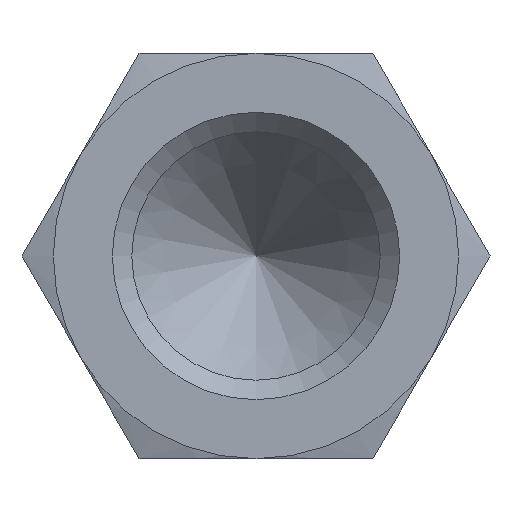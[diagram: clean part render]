
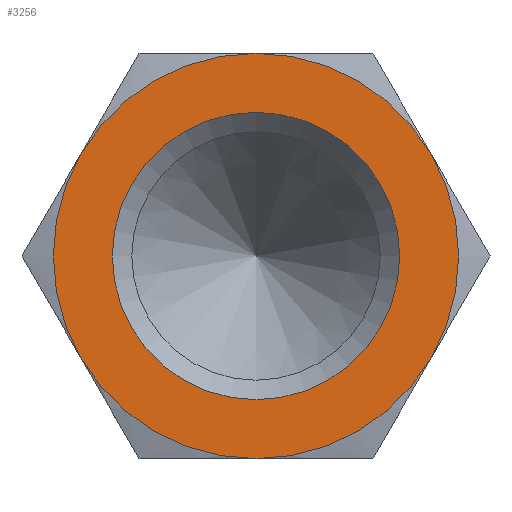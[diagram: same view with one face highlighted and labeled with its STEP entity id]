
A CAD part, left-side view. The second image highlights one B-rep face of the part: STEP entity #3256.
In plain terms, the highlighted planar face has unit normal (-1, 0, 0).
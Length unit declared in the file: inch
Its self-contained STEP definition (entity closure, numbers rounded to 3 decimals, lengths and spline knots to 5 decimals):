
#2904=CARTESIAN_POINT('',(0.0,0.,0.3125));
#2905=VERTEX_POINT('',#2904);
#3162=CARTESIAN_POINT('',(0.0,0.,0.2215));
#3163=VERTEX_POINT('',#3162);
#3164=CARTESIAN_POINT('',(0.0,0.0,0.0));
#3165=DIRECTION('',(-1.0,0.0,0.0));
#3166=DIRECTION('',(0.0,0.0,-1.0));
#3167=AXIS2_PLACEMENT_3D('',#3164,#3165,#3166);
#3168=CIRCLE('',#3167,0.2215);
#3169=EDGE_CURVE('',#3163,#3163,#3168,.T.);
#3194=CARTESIAN_POINT('',(0.0,0.,0.));
#3195=DIRECTION('',(1.0,0.0,0.0));
#3196=DIRECTION('',(0.0,0.0,-1.0));
#3197=AXIS2_PLACEMENT_3D('',#3194,#3195,#3196);
#3198=PLANE('',#3197);
#3199=CARTESIAN_POINT('',(0.0,0.27063,0.15625));
#3200=VERTEX_POINT('',#3199);
#3201=CARTESIAN_POINT('',(0.0,0.27063,-0.15625));
#3202=VERTEX_POINT('',#3201);
#3203=CARTESIAN_POINT('',(0.0,0.0,0.0));
#3204=DIRECTION('',(-1.0,0.0,0.0));
#3205=DIRECTION('',(0.0,1.0,0.0));
#3206=AXIS2_PLACEMENT_3D('',#3203,#3204,#3205);
#3207=CIRCLE('',#3206,0.3125);
#3208=EDGE_CURVE('',#3200,#3202,#3207,.T.);
#3209=ORIENTED_EDGE('',*,*,#3208,.T.);
#3210=CARTESIAN_POINT('',(0.0,0.0,-0.3125));
#3211=VERTEX_POINT('',#3210);
#3212=CARTESIAN_POINT('',(0.0,0.0,0.0));
#3213=DIRECTION('',(-1.0,0.0,0.0));
#3214=DIRECTION('',(0.0,1.0,0.0));
#3215=AXIS2_PLACEMENT_3D('',#3212,#3213,#3214);
#3216=CIRCLE('',#3215,0.3125);
#3217=EDGE_CURVE('',#3202,#3211,#3216,.T.);
#3218=ORIENTED_EDGE('',*,*,#3217,.T.);
#3219=CARTESIAN_POINT('',(0.0,-0.27063,-0.15625));
#3220=VERTEX_POINT('',#3219);
#3221=CARTESIAN_POINT('',(0.0,0.0,0.0));
#3222=DIRECTION('',(-1.0,0.0,0.0));
#3223=DIRECTION('',(0.0,1.0,0.0));
#3224=AXIS2_PLACEMENT_3D('',#3221,#3222,#3223);
#3225=CIRCLE('',#3224,0.3125);
#3226=EDGE_CURVE('',#3211,#3220,#3225,.T.);
#3227=ORIENTED_EDGE('',*,*,#3226,.T.);
#3228=CARTESIAN_POINT('',(0.0,-0.27063,0.15625));
#3229=VERTEX_POINT('',#3228);
#3230=CARTESIAN_POINT('',(0.0,0.0,0.0));
#3231=DIRECTION('',(-1.0,0.0,0.0));
#3232=DIRECTION('',(0.0,1.0,0.0));
#3233=AXIS2_PLACEMENT_3D('',#3230,#3231,#3232);
#3234=CIRCLE('',#3233,0.3125);
#3235=EDGE_CURVE('',#3220,#3229,#3234,.T.);
#3236=ORIENTED_EDGE('',*,*,#3235,.T.);
#3237=CARTESIAN_POINT('',(0.0,0.0,0.0));
#3238=DIRECTION('',(-1.0,0.0,0.0));
#3239=DIRECTION('',(0.0,1.0,0.0));
#3240=AXIS2_PLACEMENT_3D('',#3237,#3238,#3239);
#3241=CIRCLE('',#3240,0.3125);
#3242=EDGE_CURVE('',#3229,#2905,#3241,.T.);
#3243=ORIENTED_EDGE('',*,*,#3242,.T.);
#3244=CARTESIAN_POINT('',(0.0,0.0,0.0));
#3245=DIRECTION('',(-1.0,0.0,0.0));
#3246=DIRECTION('',(0.0,1.0,0.0));
#3247=AXIS2_PLACEMENT_3D('',#3244,#3245,#3246);
#3248=CIRCLE('',#3247,0.3125);
#3249=EDGE_CURVE('',#2905,#3200,#3248,.T.);
#3250=ORIENTED_EDGE('',*,*,#3249,.T.);
#3251=EDGE_LOOP('',(#3209,#3218,#3227,#3236,#3243,#3250));
#3252=FACE_OUTER_BOUND('',#3251,.T.);
#3253=ORIENTED_EDGE('',*,*,#3169,.F.);
#3254=EDGE_LOOP('',(#3253));
#3255=FACE_BOUND('',#3254,.T.);
#3256=ADVANCED_FACE('',(#3252,#3255),#3198,.F.);
